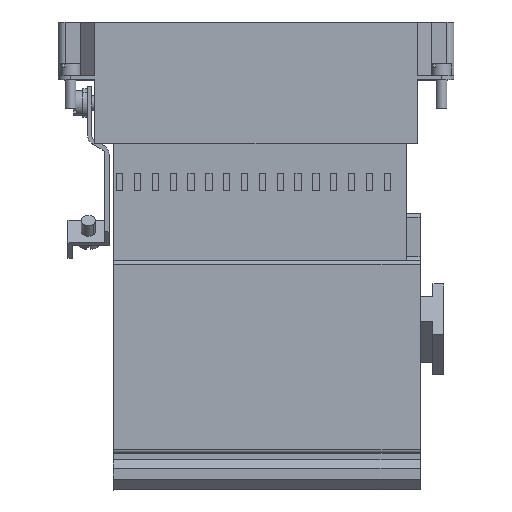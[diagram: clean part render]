
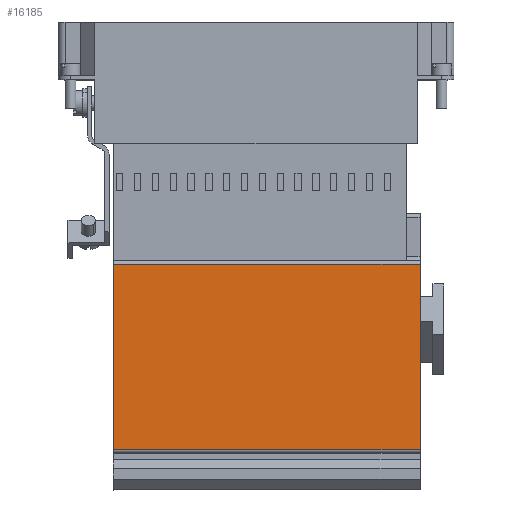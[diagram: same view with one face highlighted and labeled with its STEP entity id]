
A CAD part, top view. The second image highlights one B-rep face of the part: STEP entity #16185.
In plain terms, the highlighted planar face has unit normal (0, 0, 1).
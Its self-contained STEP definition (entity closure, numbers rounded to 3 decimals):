
#5817=LINE('',#94665,#11761);
#5897=LINE('',#94911,#11841);
#5898=LINE('',#94915,#11842);
#5899=LINE('',#94917,#11843);
#11761=VECTOR('',#71828,1.);
#11841=VECTOR('',#71992,1.);
#11842=VECTOR('',#71997,1.);
#11843=VECTOR('',#71998,1.);
#16185=ADVANCED_FACE('',(#21638),#18750,.T.);
#18750=PLANE('',#61107);
#21638=FACE_OUTER_BOUND('',#24836,.T.);
#24836=EDGE_LOOP('',(#36155,#36156,#36157,#36158));
#36155=ORIENTED_EDGE('',*,*,#54144,.T.);
#36156=ORIENTED_EDGE('',*,*,#54024,.F.);
#36157=ORIENTED_EDGE('',*,*,#54142,.T.);
#36158=ORIENTED_EDGE('',*,*,#54145,.T.);
#46627=VERTEX_POINT('',#94664);
#46628=VERTEX_POINT('',#94666);
#46738=VERTEX_POINT('',#94912);
#46739=VERTEX_POINT('',#94916);
#54024=EDGE_CURVE('',#46627,#46628,#5817,.T.);
#54142=EDGE_CURVE('',#46627,#46738,#5897,.T.);
#54144=EDGE_CURVE('',#46739,#46628,#5898,.T.);
#54145=EDGE_CURVE('',#46738,#46739,#5899,.T.);
#61107=AXIS2_PLACEMENT_3D('',#94918,#71999,#72000);
#71828=DIRECTION('',(0.,-1.,0.));
#71992=DIRECTION('',(-1.,0.,0.));
#71997=DIRECTION('',(1.,0.,0.));
#71998=DIRECTION('',(0.,-1.,0.));
#71999=DIRECTION('',(0.,0.,1.));
#72000=DIRECTION('',(0.,-1.,0.));
#94664=CARTESIAN_POINT('',(46.,-51.7,30.001));
#94665=CARTESIAN_POINT('',(46.,-51.7,30.001));
#94666=CARTESIAN_POINT('',(46.,-103.7,30.001));
#94911=CARTESIAN_POINT('',(46.,-51.7,30.001));
#94912=CARTESIAN_POINT('',(-40.,-51.7,29.999));
#94915=CARTESIAN_POINT('',(-40.,-103.7,29.999));
#94916=CARTESIAN_POINT('',(-40.,-103.7,29.999));
#94917=CARTESIAN_POINT('',(-40.,-51.7,29.999));
#94918=CARTESIAN_POINT('',(3.,-77.7,30.));
